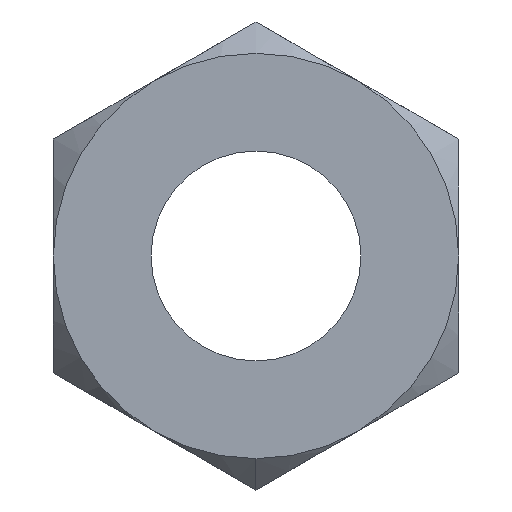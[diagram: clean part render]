
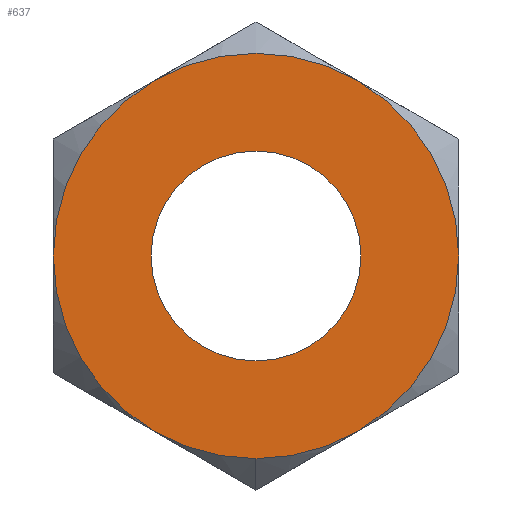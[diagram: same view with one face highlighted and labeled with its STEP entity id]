
A CAD part, front view. The second image highlights one B-rep face of the part: STEP entity #637.
In plain terms, the highlighted planar face has unit normal (0, -1, 0).
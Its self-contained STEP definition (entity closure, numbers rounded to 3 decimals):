
#12 = CARTESIAN_POINT ( 'NONE',  ( 4.25, -3., -7.361 ) ) ;
#13 = AXIS2_PLACEMENT_3D ( 'NONE', #619, #227, #687 ) ;
#16 = ORIENTED_EDGE ( 'NONE', *, *, #130, .F. ) ;
#22 = EDGE_CURVE ( 'NONE', #118, #186, #601, .T. ) ;
#24 = DIRECTION ( 'NONE',  ( 0., 1., 0. ) ) ;
#26 = CARTESIAN_POINT ( 'NONE',  ( 0., -3., -8.5 ) ) ;
#42 = CIRCLE ( 'NONE', #253, 8.5 ) ;
#43 = CARTESIAN_POINT ( 'NONE',  ( -8.5, -3., 0. ) ) ;
#44 = ORIENTED_EDGE ( 'NONE', *, *, #789, .F. ) ;
#80 = EDGE_CURVE ( 'NONE', #465, #551, #42, .T. ) ;
#85 = AXIS2_PLACEMENT_3D ( 'NONE', #736, #355, #797 ) ;
#86 = CARTESIAN_POINT ( 'NONE',  ( 8.5, -3., 0. ) ) ;
#99 = AXIS2_PLACEMENT_3D ( 'NONE', #297, #749, #367 ) ;
#118 = VERTEX_POINT ( 'NONE', #287 ) ;
#125 = CIRCLE ( 'NONE', #526, 4.4 ) ;
#127 = VERTEX_POINT ( 'NONE', #682 ) ;
#130 = EDGE_CURVE ( 'NONE', #532, #653, #177, .T. ) ;
#142 = CARTESIAN_POINT ( 'NONE',  ( 4.25, -3., 7.361 ) ) ;
#148 = CARTESIAN_POINT ( 'NONE',  ( 0., -3., 0. ) ) ;
#158 = DIRECTION ( 'NONE',  ( 0., 1., 0. ) ) ;
#170 = DIRECTION ( 'NONE',  ( 0., 1., 0. ) ) ;
#177 = CIRCLE ( 'NONE', #13, 8.5 ) ;
#185 = VERTEX_POINT ( 'NONE', #438 ) ;
#186 = VERTEX_POINT ( 'NONE', #43 ) ;
#214 = EDGE_CURVE ( 'NONE', #127, #565, #697, .T. ) ;
#215 = DIRECTION ( 'NONE',  ( 0., 0., 1. ) ) ;
#222 = CARTESIAN_POINT ( 'NONE',  ( 0., -3., 0. ) ) ;
#227 = DIRECTION ( 'NONE',  ( 0., 1., 0. ) ) ;
#231 = ORIENTED_EDGE ( 'NONE', *, *, #80, .F. ) ;
#253 = AXIS2_PLACEMENT_3D ( 'NONE', #548, #158, #614 ) ;
#256 = EDGE_LOOP ( 'NONE', ( #231, #44, #330, #466, #531, #16, #816 ) ) ;
#287 = CARTESIAN_POINT ( 'NONE',  ( -4.25, -3., -7.361 ) ) ;
#297 = CARTESIAN_POINT ( 'NONE',  ( 0., -3., 0. ) ) ;
#330 = ORIENTED_EDGE ( 'NONE', *, *, #713, .F. ) ;
#341 = DIRECTION ( 'NONE',  ( 0., 1., 0. ) ) ;
#355 = DIRECTION ( 'NONE',  ( 0., -1., 0. ) ) ;
#367 = DIRECTION ( 'NONE',  ( 0., 0., 1. ) ) ;
#376 = DIRECTION ( 'NONE',  ( 0., 1., 0. ) ) ;
#377 = DIRECTION ( 'NONE',  ( 0., 1., 0. ) ) ;
#383 = AXIS2_PLACEMENT_3D ( 'NONE', #756, #377, #815 ) ;
#394 = CIRCLE ( 'NONE', #85, 8.5 ) ;
#438 = CARTESIAN_POINT ( 'NONE',  ( -4.25, -3., 7.361 ) ) ;
#460 = AXIS2_PLACEMENT_3D ( 'NONE', #724, #341, #788 ) ;
#465 = VERTEX_POINT ( 'NONE', #142 ) ;
#466 = ORIENTED_EDGE ( 'NONE', *, *, #22, .F. ) ;
#520 = CIRCLE ( 'NONE', #99, 8.5 ) ;
#523 = EDGE_CURVE ( 'NONE', #565, #127, #125, .T. ) ;
#526 = AXIS2_PLACEMENT_3D ( 'NONE', #148, #600, #215 ) ;
#531 = ORIENTED_EDGE ( 'NONE', *, *, #734, .F. ) ;
#532 = VERTEX_POINT ( 'NONE', #12 ) ;
#543 = CARTESIAN_POINT ( 'NONE',  ( 0., -3., -4.4 ) ) ;
#548 = CARTESIAN_POINT ( 'NONE',  ( 0., -3., 0. ) ) ;
#551 = VERTEX_POINT ( 'NONE', #86 ) ;
#559 = CARTESIAN_POINT ( 'NONE',  ( 0., -3., 0. ) ) ;
#562 = FACE_BOUND ( 'NONE', #646, .T. ) ;
#565 = VERTEX_POINT ( 'NONE', #543 ) ;
#579 = ORIENTED_EDGE ( 'NONE', *, *, #214, .T. ) ;
#600 = DIRECTION ( 'NONE',  ( 0., 1., 0. ) ) ;
#601 = CIRCLE ( 'NONE', #460, 8.5 ) ;
#605 = EDGE_CURVE ( 'NONE', #532, #551, #394, .T. ) ;
#614 = DIRECTION ( 'NONE',  ( 0., 0., 1. ) ) ;
#619 = CARTESIAN_POINT ( 'NONE',  ( 0., -3., 0. ) ) ;
#627 = DIRECTION ( 'NONE',  ( 0., 0., 1. ) ) ;
#631 = AXIS2_PLACEMENT_3D ( 'NONE', #559, #170, #627 ) ;
#637 = ADVANCED_FACE ( 'NONE', ( #562, #714 ), #738, .F. ) ;
#646 = EDGE_LOOP ( 'NONE', ( #579, #768 ) ) ;
#653 = VERTEX_POINT ( 'NONE', #26 ) ;
#682 = CARTESIAN_POINT ( 'NONE',  ( 0., -3., 4.4 ) ) ;
#687 = DIRECTION ( 'NONE',  ( 0., 0., 1. ) ) ;
#695 = CIRCLE ( 'NONE', #631, 8.5 ) ;
#697 = CIRCLE ( 'NONE', #771, 4.4 ) ;
#713 = EDGE_CURVE ( 'NONE', #186, #185, #695, .T. ) ;
#714 = FACE_OUTER_BOUND ( 'NONE', #256, .T. ) ;
#716 = AXIS2_PLACEMENT_3D ( 'NONE', #222, #24, #799 ) ;
#724 = CARTESIAN_POINT ( 'NONE',  ( 0., -3., 0. ) ) ;
#734 = EDGE_CURVE ( 'NONE', #653, #118, #520, .T. ) ;
#736 = CARTESIAN_POINT ( 'NONE',  ( 0., -3., 0. ) ) ;
#738 = PLANE ( 'NONE',  #716 ) ;
#749 = DIRECTION ( 'NONE',  ( 0., 1., 0. ) ) ;
#755 = CARTESIAN_POINT ( 'NONE',  ( 0., -3., 0. ) ) ;
#756 = CARTESIAN_POINT ( 'NONE',  ( 0., -3., 0. ) ) ;
#768 = ORIENTED_EDGE ( 'NONE', *, *, #523, .T. ) ;
#771 = AXIS2_PLACEMENT_3D ( 'NONE', #755, #376, #813 ) ;
#788 = DIRECTION ( 'NONE',  ( 0., 0., 1. ) ) ;
#789 = EDGE_CURVE ( 'NONE', #185, #465, #814, .T. ) ;
#797 = DIRECTION ( 'NONE',  ( 0., 0., -1. ) ) ;
#799 = DIRECTION ( 'NONE',  ( 0., 0., 1. ) ) ;
#813 = DIRECTION ( 'NONE',  ( 0., 0., 1. ) ) ;
#814 = CIRCLE ( 'NONE', #383, 8.5 ) ;
#815 = DIRECTION ( 'NONE',  ( 0., 0., 1. ) ) ;
#816 = ORIENTED_EDGE ( 'NONE', *, *, #605, .T. ) ;
